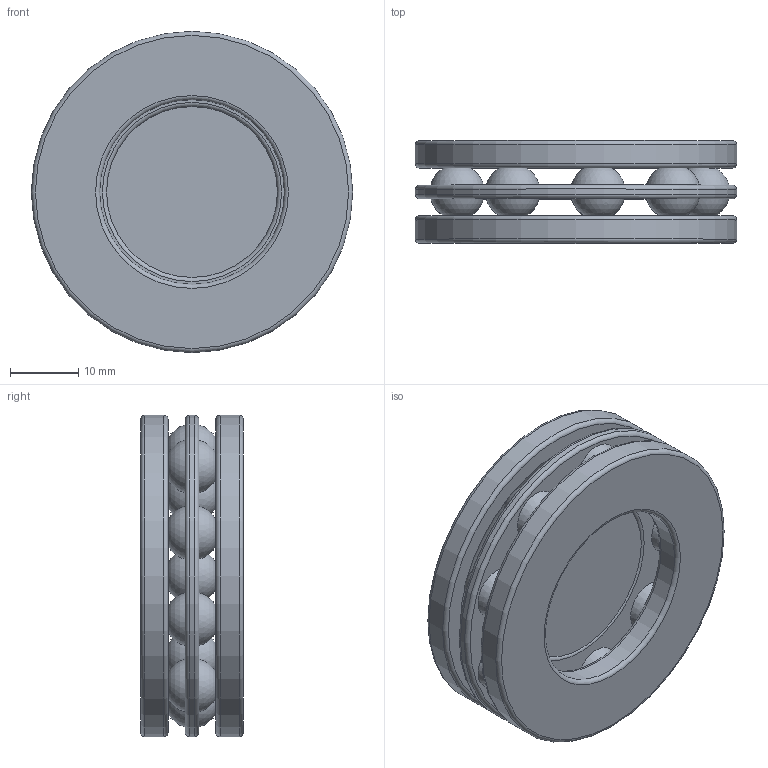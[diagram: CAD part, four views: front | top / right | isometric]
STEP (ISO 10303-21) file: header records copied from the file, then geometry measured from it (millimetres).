
FILE_DESCRIPTION(/* description */ ('STEP AP214'),/* implementation_level */ '2;1');
FILE_NAME(/* name */ '681936f250d50a4ee48759c3',/* time_stamp */ '2025-05-05T22:08:51Z',/* author */ (''),/* organization */ (''),/* preprocessor_version */ 'ST-DEVELOPER v20',/* originating_system */ 'ONSHAPE BY PTC INC, 1.197',/* authorisation */ ' ');
FILE_SCHEMA (('AUTOMOTIVE_DESIGN {1 0 10303 214 3 1 1}'));
Length unit declared in the file: metre
Products named in the file (1): 51205
Bounding box: 47 x 15 x 47 mm (x, y, z)
Volume: 13731 mm3; surface area: 10698.1 mm2
Topology: 1 solids, 1 shells, 65 faces, 208 edges, 135 vertices
Faces by surface type: torus 30, sphere 18, plane 10, cylinder 7
Full cylindrical faces by diameter (mm): 25 x3, 27 x1, 47 x3
Entity records: 2132 total; most frequent: CARTESIAN_POINT 442, DIRECTION 364, ORIENTED_EDGE 304, AXIS2_PLACEMENT_3D 182, EDGE_CURVE 152, EDGE_LOOP 128, FACE_BOUND 128, VERTEX_POINT 116
